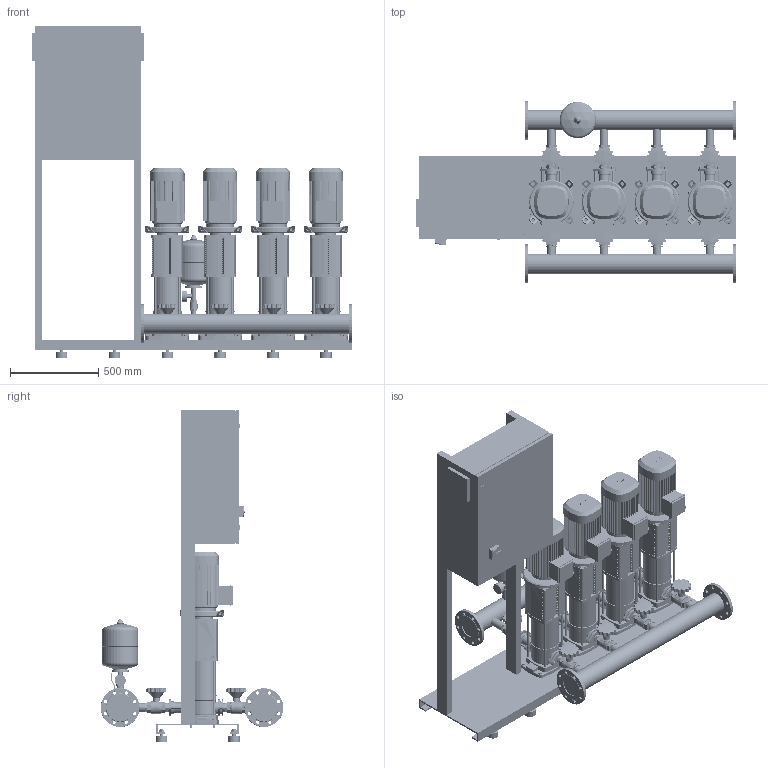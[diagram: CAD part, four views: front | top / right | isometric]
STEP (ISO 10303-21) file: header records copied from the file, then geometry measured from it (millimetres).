
FILE_DESCRIPTION((''),'2;1');
FILE_NAME('3d_COR-4HELIXV1605_K_CC-01-2532277.stp','2016-01-22T13:29:08',(''),(''),'Mechanical Desktop 2009','Mechanical Desktop 2009',', , ');
FILE_SCHEMA(('CONFIG_CONTROL_DESIGN'));
Length unit declared in the file: millimetre
Products named in the file (1): Product
Bounding box: 1820 x 1036 x 1885 mm (x, y, z)
Volume: 277191288.5 mm3; surface area: 14604760.5 mm2
Topology: 203 solids, 203 shells, 6969 faces, 18243 edges, 11939 vertices
Faces by surface type: plane 2928, bspline 1795, cylinder 1780, cone 320, torus 120, sphere 26
Entity records: 229982 total; most frequent: CARTESIAN_POINT 58535, ORIENTED_EDGE 36438, DIRECTION 33523, EDGE_CURVE 18219, VERTEX_POINT 11934, VECTOR 11513, LINE 11513, AXIS2_PLACEMENT_3D 11005
